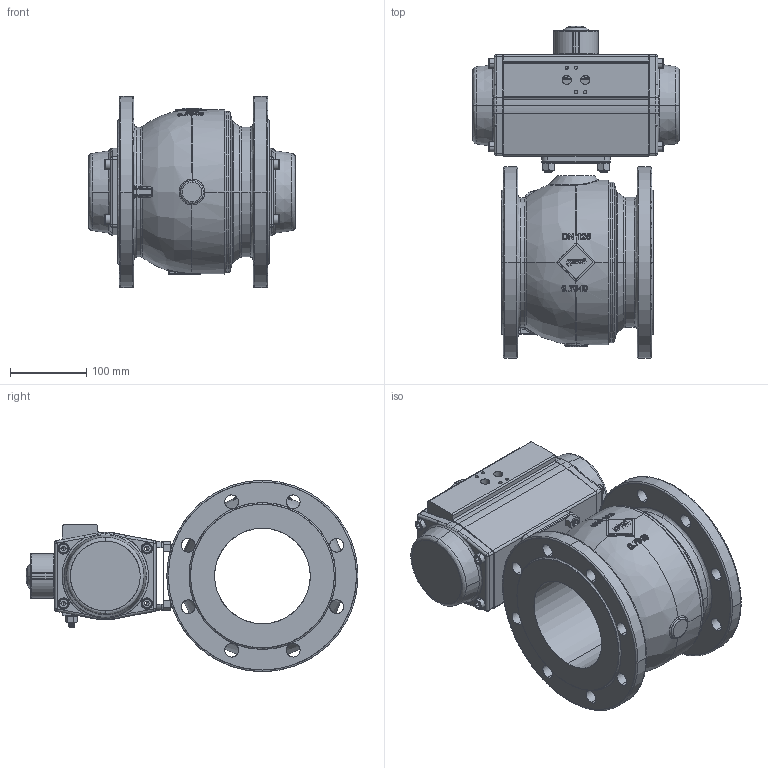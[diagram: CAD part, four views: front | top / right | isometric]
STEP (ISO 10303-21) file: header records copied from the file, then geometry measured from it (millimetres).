
FILE_DESCRIPTION (( 'STEP AP214' ), '1' );
FILE_NAME ('PK04_DN125 (PK04000012).STEP', '2022-04-08T08:43:38', ( '' ), ( '' ), 'SwSTEP 2.0', 'SolidWorks 2021', '' );
FILE_SCHEMA (( 'AUTOMOTIVE_DESIGN' ));
Length unit declared in the file: metre
Products named in the file (1): PK04_DN125 (PK04000012)
Bounding box: 270 x 434.19 x 250 mm (x, y, z)
Surface area: 538248.5 mm2 (no closed solid volume)
Topology: 0 solids, 683 shells, 894 faces, 4197 edges, 3901 vertices
Faces by surface type: cylinder 276, plane 270, bspline 201, cone 133, torus 10, sphere 4
Entity records: 86711 total; most frequent: CARTESIAN_POINT 46160, DIRECTION 5786, ORIENTED_EDGE 4582, EDGE_CURVE 4167, VERTEX_POINT 3901, AXIS2_PLACEMENT_3D 2088, VECTOR 1610, LINE 1610
